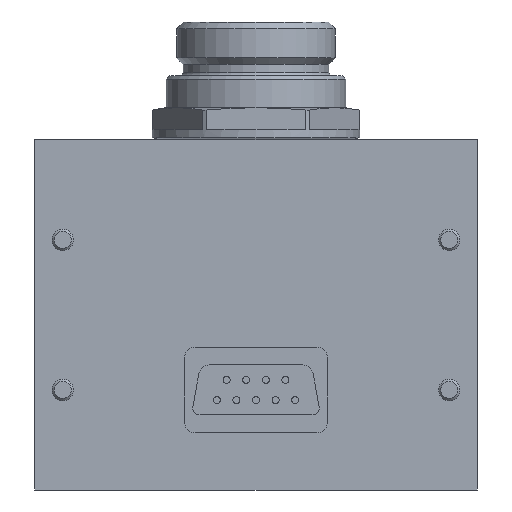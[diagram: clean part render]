
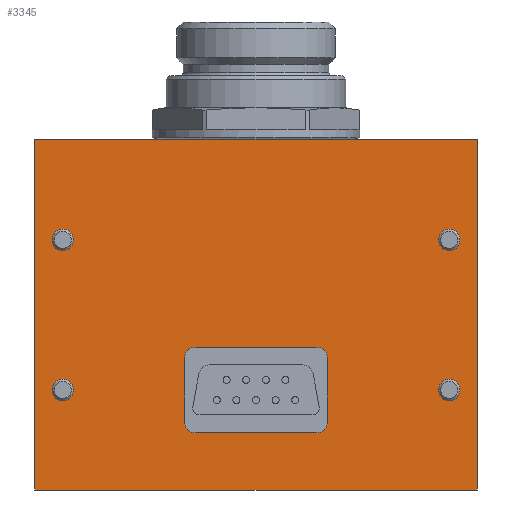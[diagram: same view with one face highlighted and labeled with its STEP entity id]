
A CAD part, front view. The second image highlights one B-rep face of the part: STEP entity #3345.
In plain terms, the highlighted planar face has unit normal (0, -1, 0).
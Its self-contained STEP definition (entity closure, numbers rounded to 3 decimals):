
#30=PLANE('',#3627);
#128=LINE('',#5525,#323);
#146=LINE('',#5568,#341);
#149=LINE('',#5575,#344);
#150=LINE('',#5577,#345);
#151=LINE('',#5582,#346);
#152=LINE('',#5586,#347);
#153=LINE('',#5590,#348);
#154=LINE('',#5601,#349);
#323=VECTOR('',#4125,1000.);
#341=VECTOR('',#4155,1000.);
#344=VECTOR('',#4162,1000.);
#345=VECTOR('',#4165,1000.);
#346=VECTOR('',#4168,1000.);
#347=VECTOR('',#4171,1000.);
#348=VECTOR('',#4174,1000.);
#349=VECTOR('',#4185,1000.);
#632=CIRCLE('',#3628,1.5);
#633=CIRCLE('',#3629,1.5);
#634=CIRCLE('',#3630,1.5);
#635=CIRCLE('',#3631,1.5);
#636=CIRCLE('',#3632,1.5);
#637=CIRCLE('',#3633,1.5);
#638=CIRCLE('',#3634,1.5);
#639=CIRCLE('',#3635,1.5);
#951=ORIENTED_EDGE('',*,*,#1902,.T.);
#952=ORIENTED_EDGE('',*,*,#1903,.T.);
#953=ORIENTED_EDGE('',*,*,#1904,.T.);
#954=ORIENTED_EDGE('',*,*,#1905,.T.);
#955=ORIENTED_EDGE('',*,*,#1906,.T.);
#956=ORIENTED_EDGE('',*,*,#1907,.T.);
#957=ORIENTED_EDGE('',*,*,#1908,.T.);
#958=ORIENTED_EDGE('',*,*,#1909,.T.);
#959=ORIENTED_EDGE('',*,*,#1910,.F.);
#960=ORIENTED_EDGE('',*,*,#1911,.F.);
#961=ORIENTED_EDGE('',*,*,#1912,.F.);
#962=ORIENTED_EDGE('',*,*,#1913,.F.);
#963=ORIENTED_EDGE('',*,*,#1875,.T.);
#964=ORIENTED_EDGE('',*,*,#1914,.F.);
#965=ORIENTED_EDGE('',*,*,#1897,.F.);
#966=ORIENTED_EDGE('',*,*,#1901,.T.);
#1875=EDGE_CURVE('',#2334,#2333,#128,.T.);
#1897=EDGE_CURVE('',#2352,#2353,#146,.T.);
#1901=EDGE_CURVE('',#2352,#2334,#149,.T.);
#1902=EDGE_CURVE('',#2355,#2356,#150,.T.);
#1903=EDGE_CURVE('',#2356,#2357,#632,.T.);
#1904=EDGE_CURVE('',#2357,#2358,#151,.T.);
#1905=EDGE_CURVE('',#2358,#2359,#633,.T.);
#1906=EDGE_CURVE('',#2359,#2360,#152,.T.);
#1907=EDGE_CURVE('',#2360,#2361,#634,.T.);
#1908=EDGE_CURVE('',#2361,#2362,#153,.T.);
#1909=EDGE_CURVE('',#2362,#2355,#635,.T.);
#1910=EDGE_CURVE('',#2363,#2363,#636,.F.);
#1911=EDGE_CURVE('',#2364,#2364,#637,.F.);
#1912=EDGE_CURVE('',#2365,#2365,#638,.F.);
#1913=EDGE_CURVE('',#2366,#2366,#639,.F.);
#1914=EDGE_CURVE('',#2353,#2333,#154,.T.);
#2333=VERTEX_POINT('',#5524);
#2334=VERTEX_POINT('',#5526);
#2352=VERTEX_POINT('',#5567);
#2353=VERTEX_POINT('',#5569);
#2355=VERTEX_POINT('',#5578);
#2356=VERTEX_POINT('',#5579);
#2357=VERTEX_POINT('',#5581);
#2358=VERTEX_POINT('',#5583);
#2359=VERTEX_POINT('',#5585);
#2360=VERTEX_POINT('',#5587);
#2361=VERTEX_POINT('',#5589);
#2362=VERTEX_POINT('',#5591);
#2363=VERTEX_POINT('',#5594);
#2364=VERTEX_POINT('',#5596);
#2365=VERTEX_POINT('',#5598);
#2366=VERTEX_POINT('',#5600);
#2692=EDGE_LOOP('',(#951,#952,#953,#954,#955,#956,#957,#958));
#2693=EDGE_LOOP('',(#959));
#2694=EDGE_LOOP('',(#960));
#2695=EDGE_LOOP('',(#961));
#2696=EDGE_LOOP('',(#962));
#2697=EDGE_LOOP('',(#963,#964,#965,#966));
#2996=FACE_BOUND('',#2692,.T.);
#2997=FACE_BOUND('',#2693,.T.);
#2998=FACE_BOUND('',#2694,.T.);
#2999=FACE_BOUND('',#2695,.T.);
#3000=FACE_BOUND('',#2696,.T.);
#3001=FACE_BOUND('',#2697,.T.);
#3345=ADVANCED_FACE('',(#2996,#2997,#2998,#2999,#3000,#3001),#30,.F.);
#3627=AXIS2_PLACEMENT_3D('',#5576,#4163,#4164);
#3628=AXIS2_PLACEMENT_3D('',#5580,#4166,#4167);
#3629=AXIS2_PLACEMENT_3D('',#5584,#4169,#4170);
#3630=AXIS2_PLACEMENT_3D('',#5588,#4172,#4173);
#3631=AXIS2_PLACEMENT_3D('',#5592,#4175,#4176);
#3632=AXIS2_PLACEMENT_3D('',#5593,#4177,#4178);
#3633=AXIS2_PLACEMENT_3D('',#5595,#4179,#4180);
#3634=AXIS2_PLACEMENT_3D('',#5597,#4181,#4182);
#3635=AXIS2_PLACEMENT_3D('',#5599,#4183,#4184);
#4125=DIRECTION('',(0.,0.,-1.));
#4155=DIRECTION('',(0.,0.,-1.));
#4162=DIRECTION('',(-1.,0.,0.));
#4163=DIRECTION('',(0.,1.,0.));
#4164=DIRECTION('',(0.,0.,1.));
#4165=DIRECTION('',(0.,0.,1.));
#4166=DIRECTION('',(0.,1.,0.));
#4167=DIRECTION('',(1.,0.,0.));
#4168=DIRECTION('',(1.,0.,0.));
#4169=DIRECTION('',(0.,1.,0.));
#4170=DIRECTION('',(1.,0.,0.));
#4171=DIRECTION('',(0.,0.,-1.));
#4172=DIRECTION('',(0.,1.,0.));
#4173=DIRECTION('',(1.,0.,0.));
#4174=DIRECTION('',(-1.,0.,0.));
#4175=DIRECTION('',(0.,1.,0.));
#4176=DIRECTION('',(1.,0.,0.));
#4177=DIRECTION('',(0.,1.,0.));
#4178=DIRECTION('',(0.,0.,1.));
#4179=DIRECTION('',(0.,1.,0.));
#4180=DIRECTION('',(0.,0.,1.));
#4181=DIRECTION('',(0.,1.,0.));
#4182=DIRECTION('',(0.,0.,1.));
#4183=DIRECTION('',(0.,1.,0.));
#4184=DIRECTION('',(0.,0.,1.));
#4185=DIRECTION('',(-1.,0.,0.));
#5524=CARTESIAN_POINT('',(-31.,0.,-24.5));
#5525=CARTESIAN_POINT('',(-31.,0.,24.5));
#5526=CARTESIAN_POINT('',(-31.,0.,24.5));
#5567=CARTESIAN_POINT('',(31.,0.,24.5));
#5568=CARTESIAN_POINT('',(31.,0.,24.5));
#5569=CARTESIAN_POINT('',(31.,0.,-24.5));
#5575=CARTESIAN_POINT('',(31.,0.,24.5));
#5576=CARTESIAN_POINT('',(31.,0.,24.5));
#5577=CARTESIAN_POINT('',(-10.,0.,-15.));
#5578=CARTESIAN_POINT('',(-10.,0.,-15.));
#5579=CARTESIAN_POINT('',(-10.,0.,-6.));
#5580=CARTESIAN_POINT('',(-8.5,0.,-6.));
#5581=CARTESIAN_POINT('',(-8.5,0.,-4.5));
#5582=CARTESIAN_POINT('',(-8.5,0.,-4.5));
#5583=CARTESIAN_POINT('',(8.5,0.,-4.5));
#5584=CARTESIAN_POINT('',(8.5,0.,-6.));
#5585=CARTESIAN_POINT('',(10.,0.,-6.));
#5586=CARTESIAN_POINT('',(10.,0.,-6.));
#5587=CARTESIAN_POINT('',(10.,0.,-15.));
#5588=CARTESIAN_POINT('',(8.5,0.,-15.));
#5589=CARTESIAN_POINT('',(8.5,0.,-16.5));
#5590=CARTESIAN_POINT('',(8.5,0.,-16.5));
#5591=CARTESIAN_POINT('',(-8.5,0.,-16.5));
#5592=CARTESIAN_POINT('',(-8.5,0.,-15.));
#5593=CARTESIAN_POINT('',(-27.05,0.,10.5));
#5594=CARTESIAN_POINT('',(-27.05,0.,12.));
#5595=CARTESIAN_POINT('',(-27.05,0.,-10.5));
#5596=CARTESIAN_POINT('',(-27.05,0.,-9.));
#5597=CARTESIAN_POINT('',(27.05,0.,10.5));
#5598=CARTESIAN_POINT('',(27.05,0.,12.));
#5599=CARTESIAN_POINT('',(27.05,0.,-10.5));
#5600=CARTESIAN_POINT('',(27.05,0.,-9.));
#5601=CARTESIAN_POINT('',(31.,0.,-24.5));
